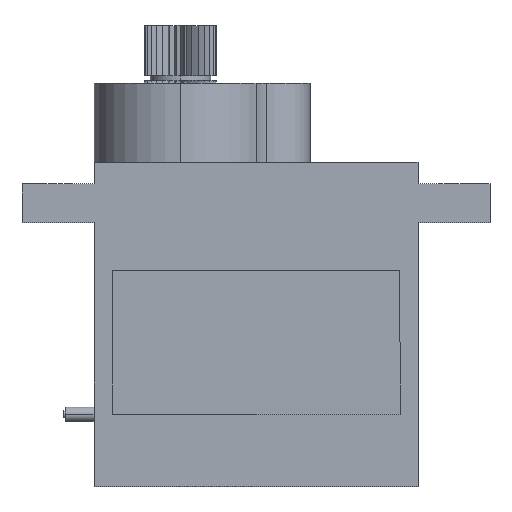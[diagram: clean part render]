
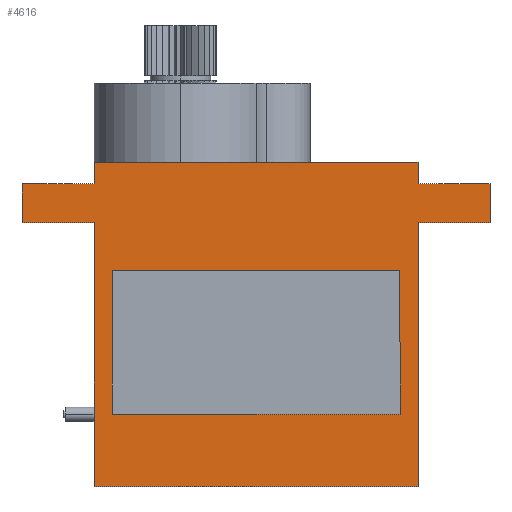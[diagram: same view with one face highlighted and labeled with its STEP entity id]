
A CAD part, top view. The second image highlights one B-rep face of the part: STEP entity #4616.
In plain terms, the highlighted planar face has unit normal (0, 0, 1).
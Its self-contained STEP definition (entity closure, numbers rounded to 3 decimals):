
#24 = LINE ( 'NONE', #12737, #8090 ) ;
#176 = CARTESIAN_POINT ( 'NONE',  ( -5., 21., 0. ) ) ;
#569 = FACE_OUTER_BOUND ( 'NONE', #10885, .T. ) ;
#628 = VECTOR ( 'NONE', #13215, 1000. ) ;
#639 = CARTESIAN_POINT ( 'NONE',  ( 0., 22.5, 0. ) ) ;
#659 = VECTOR ( 'NONE', #768, 1000. ) ;
#703 = CARTESIAN_POINT ( 'NONE',  ( 0., 22.5, 0. ) ) ;
#768 = DIRECTION ( 'NONE',  ( -1., 0., 0. ) ) ;
#812 = CARTESIAN_POINT ( 'NONE',  ( 22.5, 22.5, 0. ) ) ;
#842 = VERTEX_POINT ( 'NONE', #10017 ) ;
#859 = VERTEX_POINT ( 'NONE', #8981 ) ;
#996 = VECTOR ( 'NONE', #1409, 1000. ) ;
#1122 = CARTESIAN_POINT ( 'NONE',  ( 6., 22.5, 0. ) ) ;
#1171 = DIRECTION ( 'NONE',  ( -1., 0., 0. ) ) ;
#1236 = EDGE_CURVE ( 'NONE', #11333, #3478, #4787, .T. ) ;
#1291 = CARTESIAN_POINT ( 'NONE',  ( 21.25, 15., 0. ) ) ;
#1322 = EDGE_CURVE ( 'NONE', #2318, #10756, #10280, .T. ) ;
#1390 = VERTEX_POINT ( 'NONE', #4102 ) ;
#1407 = CARTESIAN_POINT ( 'NONE',  ( 0., 22.5, 0. ) ) ;
#1409 = DIRECTION ( 'NONE',  ( 0., 1., 0. ) ) ;
#1437 = LINE ( 'NONE', #12010, #2763 ) ;
#1523 = CARTESIAN_POINT ( 'NONE',  ( 27.5, 18.3, 0. ) ) ;
#1666 = VECTOR ( 'NONE', #8570, 1000. ) ;
#1859 = VECTOR ( 'NONE', #8811, 1000. ) ;
#2083 = VECTOR ( 'NONE', #7875, 1000. ) ;
#2154 = VERTEX_POINT ( 'NONE', #1523 ) ;
#2318 = VERTEX_POINT ( 'NONE', #4107 ) ;
#2513 = CARTESIAN_POINT ( 'NONE',  ( 21.25, 5., 0. ) ) ;
#2644 = DIRECTION ( 'NONE',  ( 0., -1., 0. ) ) ;
#2695 = ORIENTED_EDGE ( 'NONE', *, *, #9361, .F. ) ;
#2746 = DIRECTION ( 'NONE',  ( 0., -1., 0. ) ) ;
#2763 = VECTOR ( 'NONE', #5447, 1000. ) ;
#3028 = EDGE_CURVE ( 'NONE', #3710, #9303, #10766, .T. ) ;
#3168 = DIRECTION ( 'NONE',  ( 1., 0., 0. ) ) ;
#3275 = VERTEX_POINT ( 'NONE', #4093 ) ;
#3402 = LINE ( 'NONE', #6554, #996 ) ;
#3478 = VERTEX_POINT ( 'NONE', #4947 ) ;
#3511 = DIRECTION ( 'NONE',  ( 1., 0., 0. ) ) ;
#3605 = EDGE_CURVE ( 'NONE', #842, #10756, #24, .T. ) ;
#3621 = VERTEX_POINT ( 'NONE', #1122 ) ;
#3710 = VERTEX_POINT ( 'NONE', #2513 ) ;
#3948 = VECTOR ( 'NONE', #2644, 1000. ) ;
#4040 = CARTESIAN_POINT ( 'NONE',  ( 22.5, 0., 0. ) ) ;
#4093 = CARTESIAN_POINT ( 'NONE',  ( 0., 18.3, 0. ) ) ;
#4102 = CARTESIAN_POINT ( 'NONE',  ( -5., 21., 0. ) ) ;
#4105 = CARTESIAN_POINT ( 'NONE',  ( 22.5, 22.5, 0. ) ) ;
#4107 = CARTESIAN_POINT ( 'NONE',  ( 22.5, 18.3, 0. ) ) ;
#4138 = VECTOR ( 'NONE', #3168, 1000. ) ;
#4151 = ORIENTED_EDGE ( 'NONE', *, *, #8340, .F. ) ;
#4220 = DIRECTION ( 'NONE',  ( 1., 0., 0. ) ) ;
#4510 = VECTOR ( 'NONE', #2746, 1000. ) ;
#4559 = CARTESIAN_POINT ( 'NONE',  ( -5., 18.3, 0. ) ) ;
#4616 = ADVANCED_FACE ( 'NONE', ( #12192, #569 ), #4732, .F. ) ;
#4732 = PLANE ( 'NONE',  #5204 ) ;
#4787 = LINE ( 'NONE', #12380, #628 ) ;
#4898 = EDGE_CURVE ( 'NONE', #3621, #7063, #13050, .T. ) ;
#4947 = CARTESIAN_POINT ( 'NONE',  ( 22.5, 21., 0. ) ) ;
#4974 = EDGE_CURVE ( 'NONE', #7676, #3710, #1437, .T. ) ;
#4990 = EDGE_CURVE ( 'NONE', #859, #7676, #9663, .T. ) ;
#5152 = ORIENTED_EDGE ( 'NONE', *, *, #1236, .T. ) ;
#5179 = ORIENTED_EDGE ( 'NONE', *, *, #10016, .F. ) ;
#5204 = AXIS2_PLACEMENT_3D ( 'NONE', #639, #10957, #11166 ) ;
#5447 = DIRECTION ( 'NONE',  ( 1., 0., 0. ) ) ;
#5638 = CARTESIAN_POINT ( 'NONE',  ( 22.5, 22.5, 0. ) ) ;
#5788 = ORIENTED_EDGE ( 'NONE', *, *, #1322, .F. ) ;
#6179 = CARTESIAN_POINT ( 'NONE',  ( 1.25, 15., 0. ) ) ;
#6356 = EDGE_CURVE ( 'NONE', #3275, #842, #12114, .T. ) ;
#6385 = ORIENTED_EDGE ( 'NONE', *, *, #10327, .T. ) ;
#6407 = VECTOR ( 'NONE', #8259, 1000. ) ;
#6413 = VECTOR ( 'NONE', #11147, 1000. ) ;
#6508 = EDGE_CURVE ( 'NONE', #9303, #859, #10239, .T. ) ;
#6554 = CARTESIAN_POINT ( 'NONE',  ( -5., 21., 0. ) ) ;
#6699 = LINE ( 'NONE', #1407, #2083 ) ;
#6746 = EDGE_CURVE ( 'NONE', #9430, #3275, #12238, .T. ) ;
#6941 = ORIENTED_EDGE ( 'NONE', *, *, #3605, .T. ) ;
#7063 = VERTEX_POINT ( 'NONE', #4105 ) ;
#7140 = ORIENTED_EDGE ( 'NONE', *, *, #9675, .F. ) ;
#7549 = ORIENTED_EDGE ( 'NONE', *, *, #12727, .F. ) ;
#7597 = ORIENTED_EDGE ( 'NONE', *, *, #6508, .F. ) ;
#7676 = VERTEX_POINT ( 'NONE', #9683 ) ;
#7822 = ORIENTED_EDGE ( 'NONE', *, *, #4898, .F. ) ;
#7840 = ORIENTED_EDGE ( 'NONE', *, *, #4990, .F. ) ;
#7858 = CARTESIAN_POINT ( 'NONE',  ( 0., 22.5, 0. ) ) ;
#7875 = DIRECTION ( 'NONE',  ( 1., 0., 0. ) ) ;
#8090 = VECTOR ( 'NONE', #4220, 1000. ) ;
#8259 = DIRECTION ( 'NONE',  ( 0., -1., 0. ) ) ;
#8340 = EDGE_CURVE ( 'NONE', #11333, #2154, #10062, .T. ) ;
#8570 = DIRECTION ( 'NONE',  ( 1., 0., 0. ) ) ;
#8811 = DIRECTION ( 'NONE',  ( 0., -1., 0. ) ) ;
#8981 = CARTESIAN_POINT ( 'NONE',  ( 1.25, 15., 0. ) ) ;
#9177 = VECTOR ( 'NONE', #9727, 1000. ) ;
#9268 = CARTESIAN_POINT ( 'NONE',  ( 27.5, 21., 0. ) ) ;
#9303 = VERTEX_POINT ( 'NONE', #12599 ) ;
#9361 = EDGE_CURVE ( 'NONE', #7063, #3478, #9772, .T. ) ;
#9430 = VERTEX_POINT ( 'NONE', #12951 ) ;
#9587 = VECTOR ( 'NONE', #1171, 1000. ) ;
#9603 = CARTESIAN_POINT ( 'NONE',  ( 27.5, 18.3, 0. ) ) ;
#9616 = ORIENTED_EDGE ( 'NONE', *, *, #6356, .T. ) ;
#9663 = LINE ( 'NONE', #13395, #4510 ) ;
#9673 = LINE ( 'NONE', #9603, #9587 ) ;
#9675 = EDGE_CURVE ( 'NONE', #2154, #2318, #9673, .T. ) ;
#9683 = CARTESIAN_POINT ( 'NONE',  ( 1.25, 5., 0. ) ) ;
#9727 = DIRECTION ( 'NONE',  ( 0., 1., 0. ) ) ;
#9772 = LINE ( 'NONE', #5638, #1859 ) ;
#9958 = VECTOR ( 'NONE', #3511, 1000. ) ;
#9974 = LINE ( 'NONE', #703, #6413 ) ;
#10016 = EDGE_CURVE ( 'NONE', #1390, #11620, #10486, .T. ) ;
#10017 = CARTESIAN_POINT ( 'NONE',  ( 0., 0., 0. ) ) ;
#10062 = LINE ( 'NONE', #9268, #6407 ) ;
#10239 = LINE ( 'NONE', #6179, #659 ) ;
#10280 = LINE ( 'NONE', #812, #12337 ) ;
#10327 = EDGE_CURVE ( 'NONE', #12325, #11620, #9974, .T. ) ;
#10486 = LINE ( 'NONE', #176, #4138 ) ;
#10756 = VERTEX_POINT ( 'NONE', #4040 ) ;
#10766 = LINE ( 'NONE', #1291, #9177 ) ;
#10885 = EDGE_LOOP ( 'NONE', ( #6941, #5788, #7140, #4151, #5152, #2695, #7822, #7549, #6385, #5179, #12787, #13194, #9616 ) ) ;
#10957 = DIRECTION ( 'NONE',  ( 0., 0., -1. ) ) ;
#10976 = CARTESIAN_POINT ( 'NONE',  ( 0., 22.5, 0. ) ) ;
#11147 = DIRECTION ( 'NONE',  ( 0., -1., 0. ) ) ;
#11166 = DIRECTION ( 'NONE',  ( -1., 0., 0. ) ) ;
#11333 = VERTEX_POINT ( 'NONE', #12247 ) ;
#11540 = ORIENTED_EDGE ( 'NONE', *, *, #4974, .F. ) ;
#11620 = VERTEX_POINT ( 'NONE', #12206 ) ;
#11791 = EDGE_CURVE ( 'NONE', #9430, #1390, #3402, .T. ) ;
#12010 = CARTESIAN_POINT ( 'NONE',  ( 1.25, 5., 0. ) ) ;
#12114 = LINE ( 'NONE', #13304, #3948 ) ;
#12192 = FACE_BOUND ( 'NONE', #12422, .T. ) ;
#12206 = CARTESIAN_POINT ( 'NONE',  ( 0., 21., 0. ) ) ;
#12238 = LINE ( 'NONE', #4559, #9958 ) ;
#12247 = CARTESIAN_POINT ( 'NONE',  ( 27.5, 21., 0. ) ) ;
#12325 = VERTEX_POINT ( 'NONE', #7858 ) ;
#12337 = VECTOR ( 'NONE', #13464, 1000. ) ;
#12380 = CARTESIAN_POINT ( 'NONE',  ( 27.5, 21., 0. ) ) ;
#12422 = EDGE_LOOP ( 'NONE', ( #11540, #7840, #7597, #13333 ) ) ;
#12599 = CARTESIAN_POINT ( 'NONE',  ( 21.25, 15., 0. ) ) ;
#12727 = EDGE_CURVE ( 'NONE', #12325, #3621, #6699, .T. ) ;
#12737 = CARTESIAN_POINT ( 'NONE',  ( 0., 0., 0. ) ) ;
#12787 = ORIENTED_EDGE ( 'NONE', *, *, #11791, .F. ) ;
#12951 = CARTESIAN_POINT ( 'NONE',  ( -5., 18.3, 0. ) ) ;
#13050 = LINE ( 'NONE', #10976, #1666 ) ;
#13194 = ORIENTED_EDGE ( 'NONE', *, *, #6746, .T. ) ;
#13215 = DIRECTION ( 'NONE',  ( -1., 0., 0. ) ) ;
#13304 = CARTESIAN_POINT ( 'NONE',  ( 0., 22.5, 0. ) ) ;
#13333 = ORIENTED_EDGE ( 'NONE', *, *, #3028, .F. ) ;
#13395 = CARTESIAN_POINT ( 'NONE',  ( 1.25, 15., 0. ) ) ;
#13464 = DIRECTION ( 'NONE',  ( 0., -1., 0. ) ) ;
